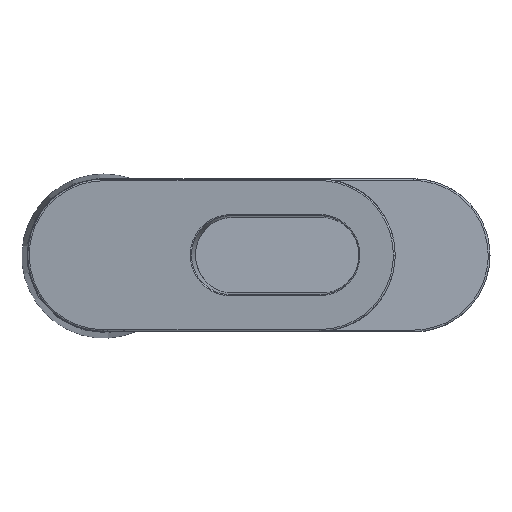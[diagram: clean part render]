
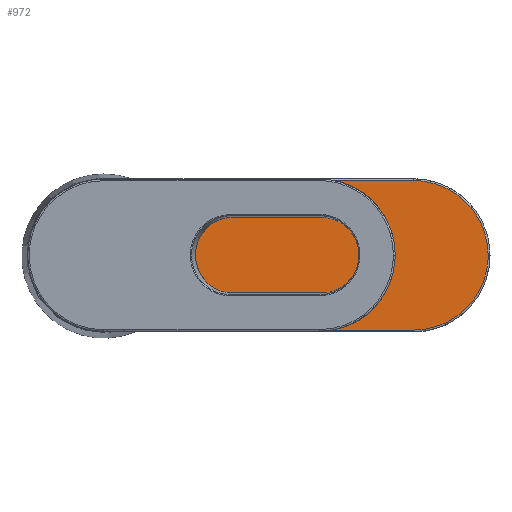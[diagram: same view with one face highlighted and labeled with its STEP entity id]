
A CAD part, top view. The second image highlights one B-rep face of the part: STEP entity #972.
In plain terms, the highlighted planar face has unit normal (0, 0, 1).
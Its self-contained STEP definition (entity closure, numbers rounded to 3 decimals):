
#35=PLANE('',#1363);
#80=LINE('',#1543,#92);
#81=LINE('',#1696,#93);
#92=VECTOR('',#1405,1000.);
#93=VECTOR('',#1414,1000.);
#112=CIRCLE('',#1359,20.507);
#177=ORIENTED_EDGE('',*,*,#430,.T.);
#178=ORIENTED_EDGE('',*,*,#423,.T.);
#179=ORIENTED_EDGE('',*,*,#426,.T.);
#180=ORIENTED_EDGE('',*,*,#432,.T.);
#181=ORIENTED_EDGE('',*,*,#438,.T.);
#182=ORIENTED_EDGE('',*,*,#440,.T.);
#183=ORIENTED_EDGE('',*,*,#436,.T.);
#423=EDGE_CURVE('',#581,#580,#676,.T.);
#426=EDGE_CURVE('',#580,#583,#80,.F.);
#430=EDGE_CURVE('',#584,#581,#112,.T.);
#432=EDGE_CURVE('',#583,#587,#682,.T.);
#436=EDGE_CURVE('',#588,#584,#686,.T.);
#438=EDGE_CURVE('',#587,#591,#688,.T.);
#440=EDGE_CURVE('',#591,#588,#81,.T.);
#580=VERTEX_POINT('',#1526);
#581=VERTEX_POINT('',#1531);
#583=VERTEX_POINT('',#1542);
#584=VERTEX_POINT('',#1553);
#587=VERTEX_POINT('',#1595);
#588=VERTEX_POINT('',#1629);
#591=VERTEX_POINT('',#1677);
#676=B_SPLINE_CURVE_WITH_KNOTS('',3,(#1527,#1528,#1529,#1530),
 .UNSPECIFIED.,.F.,.F.,(4,4),(0.,0.),
 .UNSPECIFIED.);
#682=B_SPLINE_CURVE_WITH_KNOTS('',3,(#1596,#1597,#1598,#1599,#1600,#1601,
#1602,#1603,#1604,#1605),.UNSPECIFIED.,.F.,.F.,(4,1,1,1,1,1,1,4),(0.,0.008,
0.012,0.016,0.02,0.024,
0.028,0.032),.UNSPECIFIED.);
#686=B_SPLINE_CURVE_WITH_KNOTS('',3,(#1635,#1636,#1637,#1638),
 .UNSPECIFIED.,.F.,.F.,(4,4),(0.,0.),.UNSPECIFIED.);
#688=B_SPLINE_CURVE_WITH_KNOTS('',3,(#1678,#1679,#1680,#1681,#1682,#1683,
#1684,#1685,#1686,#1687),.UNSPECIFIED.,.F.,.F.,(4,1,1,1,1,1,1,4),(0.,0.008,
0.012,0.016,0.02,0.024,
0.028,0.032),.UNSPECIFIED.);
#815=EDGE_LOOP('',(#177,#178,#179,#180,#181,#182,#183));
#888=FACE_BOUND('',#815,.T.);
#972=ADVANCED_FACE('',(#888),#35,.T.);
#1359=AXIS2_PLACEMENT_3D('',#1556,#1410,#1411);
#1363=AXIS2_PLACEMENT_3D('',#2067,#1419,#1420);
#1405=DIRECTION('',(-1.,0.,0.));
#1410=DIRECTION('',(0.,0.,1.));
#1411=DIRECTION('',(0.,1.,0.));
#1414=DIRECTION('',(-1.,0.,0.));
#1419=DIRECTION('',(0.,0.,1.));
#1420=DIRECTION('',(0.,1.,0.));
#1526=CARTESIAN_POINT('',(1.517,-20.502,70.));
#1527=CARTESIAN_POINT('',(1.06,-20.48,70.));
#1528=CARTESIAN_POINT('',(1.212,-20.495,70.));
#1529=CARTESIAN_POINT('',(1.364,-20.502,70.));
#1530=CARTESIAN_POINT('',(1.517,-20.502,70.));
#1531=CARTESIAN_POINT('',(1.06,-20.48,70.));
#1542=CARTESIAN_POINT('',(84.827,-20.502,70.));
#1543=CARTESIAN_POINT('',(0.,-20.502,70.));
#1553=CARTESIAN_POINT('',(0.611,20.498,70.));
#1556=CARTESIAN_POINT('',(0.,0.,70.));
#1595=CARTESIAN_POINT('',(105.33,0.,70.));
#1596=CARTESIAN_POINT('',(84.827,-20.502,70.));
#1597=CARTESIAN_POINT('',(87.535,-20.502,70.));
#1598=CARTESIAN_POINT('',(91.547,-19.697,70.));
#1599=CARTESIAN_POINT('',(96.312,-17.14,70.));
#1600=CARTESIAN_POINT('',(99.416,-14.591,70.));
#1601=CARTESIAN_POINT('',(101.997,-11.441,70.));
#1602=CARTESIAN_POINT('',(103.886,-7.906,70.));
#1603=CARTESIAN_POINT('',(105.069,-4.008,70.));
#1604=CARTESIAN_POINT('',(105.33,-1.354,70.));
#1605=CARTESIAN_POINT('',(105.33,0.,70.));
#1629=CARTESIAN_POINT('',(1.049,20.502,70.));
#1635=CARTESIAN_POINT('',(1.049,20.502,70.));
#1636=CARTESIAN_POINT('',(0.903,20.495,70.));
#1637=CARTESIAN_POINT('',(0.757,20.493,70.));
#1638=CARTESIAN_POINT('',(0.611,20.498,70.));
#1677=CARTESIAN_POINT('',(84.827,20.502,70.));
#1678=CARTESIAN_POINT('',(105.33,0.,70.));
#1679=CARTESIAN_POINT('',(105.33,2.707,70.));
#1680=CARTESIAN_POINT('',(104.524,6.72,70.));
#1681=CARTESIAN_POINT('',(101.968,11.484,70.));
#1682=CARTESIAN_POINT('',(99.419,14.588,70.));
#1683=CARTESIAN_POINT('',(96.268,17.17,70.));
#1684=CARTESIAN_POINT('',(92.733,19.059,70.));
#1685=CARTESIAN_POINT('',(88.835,20.241,70.));
#1686=CARTESIAN_POINT('',(86.181,20.502,70.));
#1687=CARTESIAN_POINT('',(84.827,20.502,70.));
#1696=CARTESIAN_POINT('',(1.049,20.502,70.));
#2067=CARTESIAN_POINT('',(0.,0.,70.));
